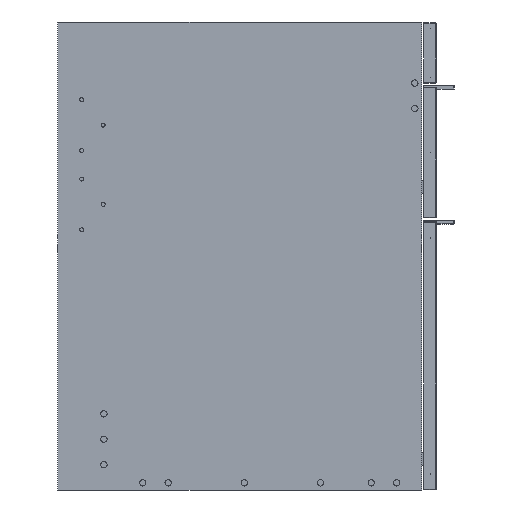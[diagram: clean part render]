
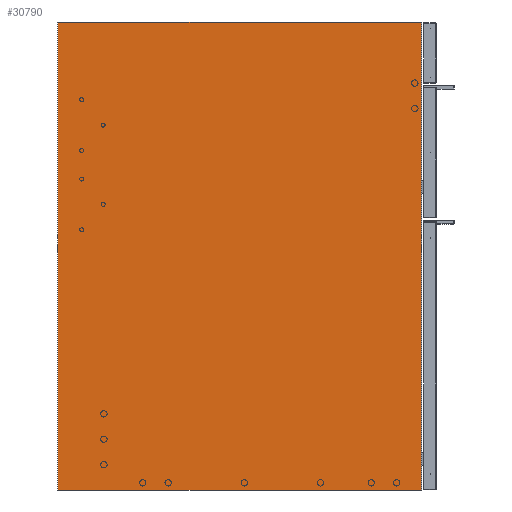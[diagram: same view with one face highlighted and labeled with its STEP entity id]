
A CAD part, left-side view. The second image highlights one B-rep face of the part: STEP entity #30790.
In plain terms, the highlighted planar face has unit normal (-1, 0, 0).
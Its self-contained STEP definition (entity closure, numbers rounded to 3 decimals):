
#29551=CARTESIAN_POINT('',(64.73,1860.943,0.));
#29552=VERTEX_POINT('',#29551);
#29559=CARTESIAN_POINT('',(64.73,2318.943,0.0));
#29560=VERTEX_POINT('',#29559);
#29561=CARTESIAN_POINT('',(64.73,1860.943,0.));
#29562=DIRECTION('',(0.0,1.0,0.0));
#29563=VECTOR('',#29562,458.);
#29564=LINE('',#29561,#29563);
#29565=EDGE_CURVE('',#29552,#29560,#29564,.T.);
#29615=CARTESIAN_POINT('',(64.73,1860.943,590.0));
#29616=VERTEX_POINT('',#29615);
#29623=CARTESIAN_POINT('',(64.73,1860.943,590.0));
#29624=DIRECTION('',(0.0,0.0,-1.0));
#29625=VECTOR('',#29624,590.0);
#29626=LINE('',#29623,#29625);
#29627=EDGE_CURVE('',#29616,#29552,#29626,.T.);
#30645=CARTESIAN_POINT('',(64.73,2318.943,590.0));
#30646=VERTEX_POINT('',#30645);
#30653=CARTESIAN_POINT('',(64.73,2318.943,590.0));
#30654=DIRECTION('',(0.0,-1.0,0.0));
#30655=VECTOR('',#30654,458.);
#30656=LINE('',#30653,#30655);
#30657=EDGE_CURVE('',#30646,#29616,#30656,.T.);
#30676=CARTESIAN_POINT('',(64.73,2318.943,0.0));
#30677=DIRECTION('',(0.0,0.0,1.0));
#30678=VECTOR('',#30677,590.0);
#30679=LINE('',#30676,#30678);
#30680=EDGE_CURVE('',#29560,#30646,#30679,.T.);
#30779=CARTESIAN_POINT('',(64.73,2089.943,590.001));
#30780=DIRECTION('',(-1.0,0.0,0.0));
#30781=DIRECTION('',(0.0,0.0,1.0));
#30782=AXIS2_PLACEMENT_3D('',#30779,#30780,#30781);
#30783=PLANE('',#30782);
#30784=ORIENTED_EDGE('',*,*,#29627,.F.);
#30785=ORIENTED_EDGE('',*,*,#30657,.F.);
#30786=ORIENTED_EDGE('',*,*,#30680,.F.);
#30787=ORIENTED_EDGE('',*,*,#29565,.F.);
#30788=EDGE_LOOP('',(#30784,#30785,#30786,#30787));
#30789=FACE_OUTER_BOUND('',#30788,.T.);
#30790=ADVANCED_FACE('',(#30789),#30783,.T.);
